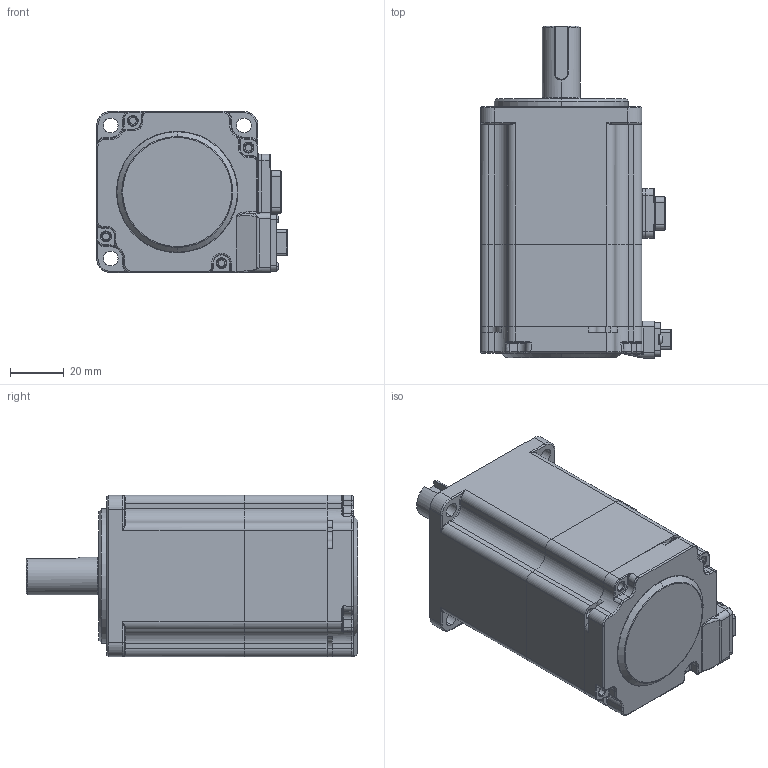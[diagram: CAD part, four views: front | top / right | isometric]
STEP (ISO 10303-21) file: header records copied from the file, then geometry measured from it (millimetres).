
FILE_DESCRIPTION (( 'STEP AP203' ), '1' );
FILE_NAME ('MS6H-60CN30BZ3-20P2-S.STEP', '2024-01-08T02:19:01', ( '' ), ( '' ), 'SwSTEP 2.0', 'SolidWorks 2022', '' );
FILE_SCHEMA (( 'CONFIG_CONTROL_DESIGN' ));
Length unit declared in the file: millimetre
Products named in the file (1): MS6H-60CN30BZ3-20P2-S
Bounding box: 71 x 123.45 x 60 mm (x, y, z)
Surface area: 35494.4 mm2 (no closed solid volume)
Topology: 0 solids, 16 shells, 707 faces, 2314 edges, 1590 vertices
Faces by surface type: plane 279, cylinder 261, torus 71, bspline 62, cone 34
Entity records: 27133 total; most frequent: CARTESIAN_POINT 7212, DIRECTION 4221, ORIENTED_EDGE 3805, EDGE_CURVE 2295, VERTEX_POINT 1590, AXIS2_PLACEMENT_3D 1444, LINE 1333, VECTOR 1333
